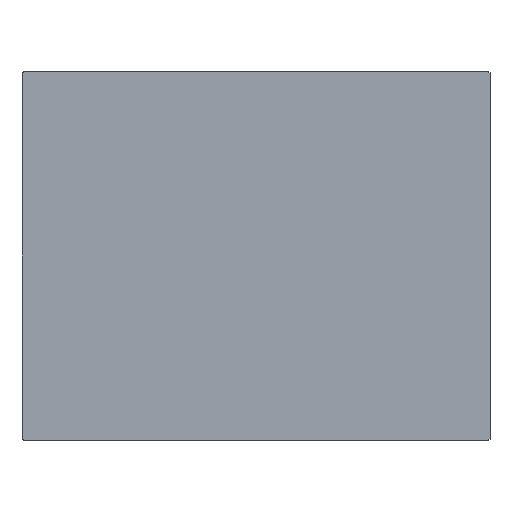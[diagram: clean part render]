
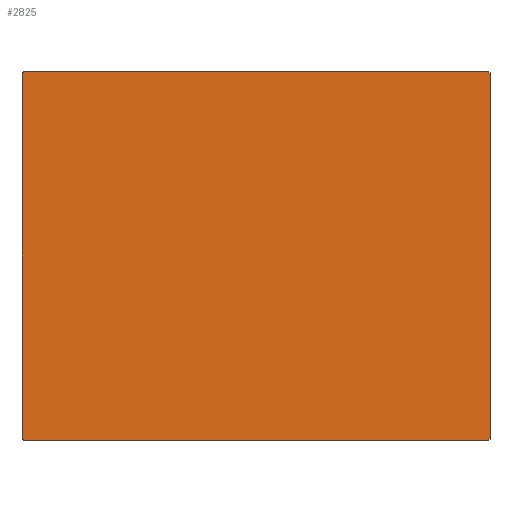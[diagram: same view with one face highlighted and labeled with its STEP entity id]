
A CAD part, front view. The second image highlights one B-rep face of the part: STEP entity #2825.
In plain terms, the highlighted planar face has unit normal (0, -1, 0).
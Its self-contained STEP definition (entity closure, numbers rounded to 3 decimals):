
#67 = VECTOR ( 'NONE', #3144, 1000. ) ;
#92 = DIRECTION ( 'NONE',  ( 0., 0., -1. ) ) ;
#143 = EDGE_CURVE ( 'NONE', #1189, #533, #406, .T. ) ;
#159 = VECTOR ( 'NONE', #1791, 1000. ) ;
#263 = EDGE_CURVE ( 'NONE', #1644, #1245, #2479, .T. ) ;
#393 = LINE ( 'NONE', #2098, #574 ) ;
#406 = LINE ( 'NONE', #2733, #3477 ) ;
#413 = VECTOR ( 'NONE', #1355, 1000. ) ;
#420 = VERTEX_POINT ( 'NONE', #3931 ) ;
#428 = VERTEX_POINT ( 'NONE', #3565 ) ;
#445 = VERTEX_POINT ( 'NONE', #4278 ) ;
#532 = CARTESIAN_POINT ( 'NONE',  ( 310.498, 0., -244.998 ) ) ;
#533 = VERTEX_POINT ( 'NONE', #2423 ) ;
#573 = EDGE_CURVE ( 'NONE', #1114, #420, #393, .T. ) ;
#574 = VECTOR ( 'NONE', #92, 1000. ) ;
#606 = DIRECTION ( 'NONE',  ( 0., 1., 0. ) ) ;
#626 = CARTESIAN_POINT ( 'NONE',  ( -310.498, 0., -245. ) ) ;
#773 = LINE ( 'NONE', #1478, #67 ) ;
#863 = DIRECTION ( 'NONE',  ( 0., 0., 1. ) ) ;
#893 = ORIENTED_EDGE ( 'NONE', *, *, #3193, .T. ) ;
#929 = PLANE ( 'NONE',  #3371 ) ;
#938 = LINE ( 'NONE', #2258, #2616 ) ;
#960 = ORIENTED_EDGE ( 'NONE', *, *, #3465, .F. ) ;
#974 = CARTESIAN_POINT ( 'NONE',  ( 0., 0., 0. ) ) ;
#1103 = LINE ( 'NONE', #3418, #4225 ) ;
#1114 = VERTEX_POINT ( 'NONE', #532 ) ;
#1189 = VERTEX_POINT ( 'NONE', #2804 ) ;
#1245 = VERTEX_POINT ( 'NONE', #3192 ) ;
#1246 = DIRECTION ( 'NONE',  ( 1., 0., 0. ) ) ;
#1257 = FACE_OUTER_BOUND ( 'NONE', #3619, .T. ) ;
#1327 = CARTESIAN_POINT ( 'NONE',  ( 689.502, 0., -244.998 ) ) ;
#1348 = DIRECTION ( 'NONE',  ( 0., 0., 1. ) ) ;
#1355 = DIRECTION ( 'NONE',  ( -1., 0., 0. ) ) ;
#1456 = CARTESIAN_POINT ( 'NONE',  ( -312.5, 0., -244.998 ) ) ;
#1457 = DIRECTION ( 'NONE',  ( -1., 0., 0. ) ) ;
#1464 = ORIENTED_EDGE ( 'NONE', *, *, #143, .F. ) ;
#1478 = CARTESIAN_POINT ( 'NONE',  ( 0., 0., 244.998 ) ) ;
#1644 = VERTEX_POINT ( 'NONE', #1871 ) ;
#1665 = ORIENTED_EDGE ( 'NONE', *, *, #263, .F. ) ;
#1791 = DIRECTION ( 'NONE',  ( 1., 0., 0. ) ) ;
#1871 = CARTESIAN_POINT ( 'NONE',  ( 310.498, 0., 244.998 ) ) ;
#1912 = ORIENTED_EDGE ( 'NONE', *, *, #3576, .T. ) ;
#1963 = ORIENTED_EDGE ( 'NONE', *, *, #3009, .F. ) ;
#1973 = LINE ( 'NONE', #1327, #3367 ) ;
#1996 = CARTESIAN_POINT ( 'NONE',  ( -312.5, 0., 0. ) ) ;
#2098 = CARTESIAN_POINT ( 'NONE',  ( 310.498, 0., 0. ) ) ;
#2258 = CARTESIAN_POINT ( 'NONE',  ( 0., 0., 247. ) ) ;
#2304 = EDGE_CURVE ( 'NONE', #445, #3136, #1973, .T. ) ;
#2406 = CARTESIAN_POINT ( 'NONE',  ( 310.498, 0., 0. ) ) ;
#2423 = CARTESIAN_POINT ( 'NONE',  ( -310.498, 0., 247. ) ) ;
#2467 = VECTOR ( 'NONE', #863, 1000. ) ;
#2479 = LINE ( 'NONE', #2778, #159 ) ;
#2597 = EDGE_CURVE ( 'NONE', #428, #1245, #4102, .T. ) ;
#2616 = VECTOR ( 'NONE', #1246, 1000. ) ;
#2693 = CARTESIAN_POINT ( 'NONE',  ( -310.498, 0., -247. ) ) ;
#2733 = CARTESIAN_POINT ( 'NONE',  ( -310.498, 0., 0. ) ) ;
#2756 = EDGE_CURVE ( 'NONE', #3760, #445, #3547, .T. ) ;
#2778 = CARTESIAN_POINT ( 'NONE',  ( 0., 0., 244.998 ) ) ;
#2804 = CARTESIAN_POINT ( 'NONE',  ( -310.498, 0., 244.998 ) ) ;
#2825 = ADVANCED_FACE ( 'NONE', ( #1257 ), #929, .F. ) ;
#2848 = ORIENTED_EDGE ( 'NONE', *, *, #2597, .T. ) ;
#2856 = CARTESIAN_POINT ( 'NONE',  ( 312.5, 0., 0. ) ) ;
#2889 = ORIENTED_EDGE ( 'NONE', *, *, #3796, .F. ) ;
#2927 = DIRECTION ( 'NONE',  ( 1., 0., 0. ) ) ;
#2993 = LINE ( 'NONE', #1996, #3865 ) ;
#3009 = EDGE_CURVE ( 'NONE', #3136, #4241, #2993, .T. ) ;
#3043 = CARTESIAN_POINT ( 'NONE',  ( 0., 0., -247. ) ) ;
#3067 = CARTESIAN_POINT ( 'NONE',  ( -312.5, 0., 244.998 ) ) ;
#3136 = VERTEX_POINT ( 'NONE', #1456 ) ;
#3137 = ORIENTED_EDGE ( 'NONE', *, *, #2304, .F. ) ;
#3144 = DIRECTION ( 'NONE',  ( -1., 0., 0. ) ) ;
#3192 = CARTESIAN_POINT ( 'NONE',  ( 312.5, 0., 244.998 ) ) ;
#3193 = EDGE_CURVE ( 'NONE', #1189, #4241, #773, .T. ) ;
#3204 = DIRECTION ( 'NONE',  ( 0., 0., 1. ) ) ;
#3226 = DIRECTION ( 'NONE',  ( -1., 0., 0. ) ) ;
#3367 = VECTOR ( 'NONE', #3226, 1000. ) ;
#3371 = AXIS2_PLACEMENT_3D ( 'NONE', #974, #606, #2927 ) ;
#3418 = CARTESIAN_POINT ( 'NONE',  ( 310.5, 0., -244.998 ) ) ;
#3425 = ORIENTED_EDGE ( 'NONE', *, *, #2756, .F. ) ;
#3429 = ORIENTED_EDGE ( 'NONE', *, *, #3554, .F. ) ;
#3465 = EDGE_CURVE ( 'NONE', #533, #3988, #938, .T. ) ;
#3477 = VECTOR ( 'NONE', #3765, 1000. ) ;
#3547 = LINE ( 'NONE', #626, #4216 ) ;
#3554 = EDGE_CURVE ( 'NONE', #428, #1114, #1103, .T. ) ;
#3565 = CARTESIAN_POINT ( 'NONE',  ( 312.5, 0., -244.998 ) ) ;
#3576 = EDGE_CURVE ( 'NONE', #1644, #3988, #3754, .T. ) ;
#3619 = EDGE_LOOP ( 'NONE', ( #2889, #4208, #3429, #2848, #1665, #1912, #960, #1464, #893, #1963, #3137, #3425 ) ) ;
#3672 = LINE ( 'NONE', #3043, #413 ) ;
#3754 = LINE ( 'NONE', #2406, #3949 ) ;
#3760 = VERTEX_POINT ( 'NONE', #2693 ) ;
#3765 = DIRECTION ( 'NONE',  ( 0., 0., 1. ) ) ;
#3796 = EDGE_CURVE ( 'NONE', #420, #3760, #3672, .T. ) ;
#3865 = VECTOR ( 'NONE', #1348, 1000. ) ;
#3931 = CARTESIAN_POINT ( 'NONE',  ( 310.498, 0., -247. ) ) ;
#3949 = VECTOR ( 'NONE', #4087, 1000. ) ;
#3988 = VERTEX_POINT ( 'NONE', #4125 ) ;
#4087 = DIRECTION ( 'NONE',  ( 0., 0., 1. ) ) ;
#4102 = LINE ( 'NONE', #2856, #2467 ) ;
#4125 = CARTESIAN_POINT ( 'NONE',  ( 310.498, 0., 247. ) ) ;
#4208 = ORIENTED_EDGE ( 'NONE', *, *, #573, .F. ) ;
#4216 = VECTOR ( 'NONE', #3204, 1000. ) ;
#4225 = VECTOR ( 'NONE', #1457, 1000. ) ;
#4241 = VERTEX_POINT ( 'NONE', #3067 ) ;
#4278 = CARTESIAN_POINT ( 'NONE',  ( -310.498, 0., -244.998 ) ) ;
